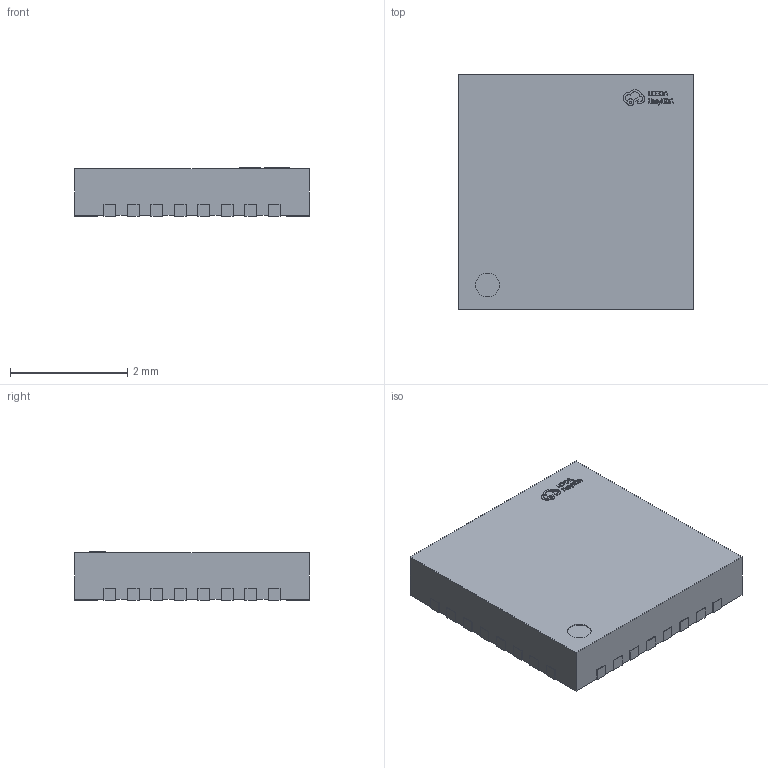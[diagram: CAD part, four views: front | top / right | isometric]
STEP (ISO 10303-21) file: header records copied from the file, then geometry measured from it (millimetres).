
FILE_DESCRIPTION(('FreeCAD Model'),'2;1');
FILE_NAME('Open CASCADE Shape Model','2025-02-20T18:09:44',('Author'),( ''),'Open CASCADE STEP processor 7.6','FreeCAD','Unknown');
FILE_SCHEMA(('AUTOMOTIVE_DESIGN { 1 0 10303 214 1 1 1 1 }'));
Length unit declared in the file: millimetre
Products named in the file (1): FWd7-U1-QFN-32_L4.0-W4.0-P0.40-BL-EP2.7
Bounding box: 4.02 x 4.02 x 0.82 mm (x, y, z)
Volume: 12.8 mm3; surface area: 45.5 mm2
Topology: 1 solids, 1 shells, 425 faces, 1209 edges, 806 vertices
Faces by surface type: plane 325, bspline 98, cylinder 2
Entity records: 15612 total; most frequent: CARTESIAN_POINT 3747, ORIENTED_EDGE 2418, DIRECTION 1669, EDGE_CURVE 1209, LINE 1005, VECTOR 1005, VERTEX_POINT 806, FACE_BOUND 445
